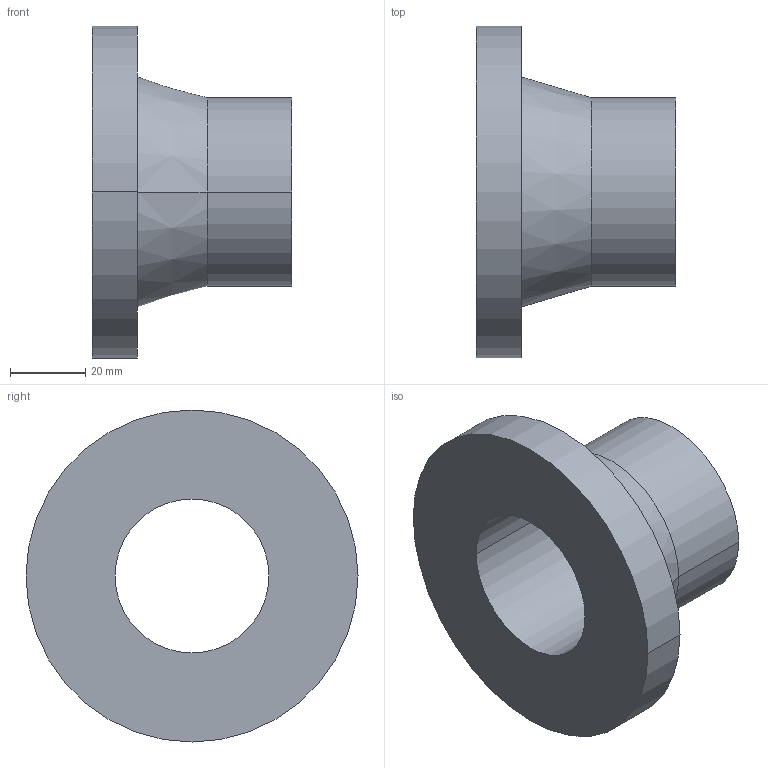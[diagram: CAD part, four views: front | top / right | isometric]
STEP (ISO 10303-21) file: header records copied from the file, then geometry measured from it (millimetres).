
FILE_DESCRIPTION( ( '' ), '1' );
FILE_NAME( 'AGRU_25012005011_PE_100_schwarz_Vorschweissbund_DIN_50X4_6__SDR11__ISO_S-5_05.stp', '2018-01-02T12:49:24', ( '' ), ( '' ), ' ', ' ', ' ' );
FILE_SCHEMA( ( 'automotive_design' ) );
Length unit declared in the file: millimetre
Products named in the file (1): 1
Bounding box: 53 x 88 x 88 mm (x, y, z)
Volume: 92773.8 mm3; surface area: 25600.8 mm2
Topology: 1 solids, 1 shells, 11 faces, 22 edges, 14 vertices
Faces by surface type: cylinder 6, plane 3, cone 2
Entity records: 590 total; most frequent: DIRECTION 60, STYLED_ITEM 48, PRESENTATION_STYLE_ASSIGNMENT 48, CARTESIAN_POINT 48, COLOUR_RGB 48, ORIENTED_EDGE 44, AXIS2_PLACEMENT_3D 26, EDGE_CURVE 22
